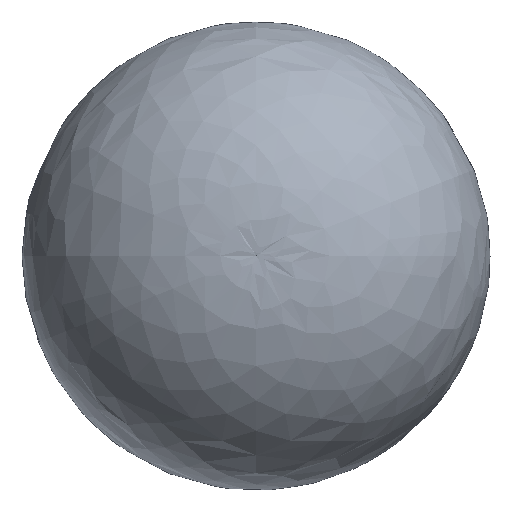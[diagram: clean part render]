
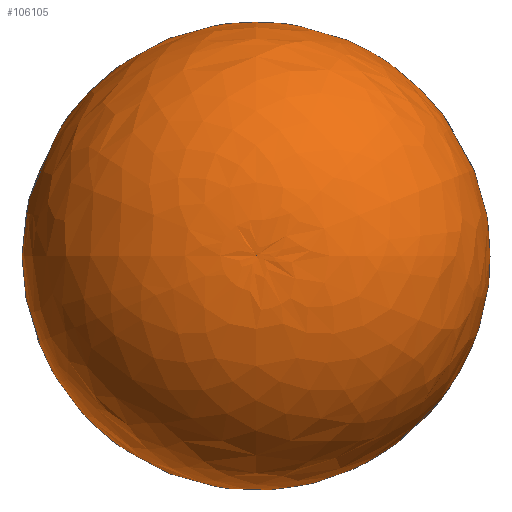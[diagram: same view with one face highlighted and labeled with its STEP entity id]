
A CAD part, top view. The second image highlights one B-rep face of the part: STEP entity #106105.
In plain terms, the highlighted free-form (B-spline) face has degree [2, 2] with [5, 9] control points.
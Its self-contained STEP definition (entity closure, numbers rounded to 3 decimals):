
#2659=(
BOUNDED_SURFACE()
B_SPLINE_SURFACE(2,2,((#351305,#351306,#351307,#351308,#351309,#351310,
#351311,#351312,#351313),(#351314,#351315,#351316,#351317,#351318,#351319,
#351320,#351321,#351322),(#351323,#351324,#351325,#351326,#351327,#351328,
#351329,#351330,#351331),(#351332,#351333,#351334,#351335,#351336,#351337,
#351338,#351339,#351340),(#351341,#351342,#351343,#351344,#351345,#351346,
#351347,#351348,#351349)),.UNSPECIFIED.,.F.,.T.,.F.)
B_SPLINE_SURFACE_WITH_KNOTS((3,2,3),(3,2,2,2,3),(-1.686,-0.232,
1.222),(-3.142,-1.571,0.,1.571,
3.142),.UNSPECIFIED.)
GEOMETRIC_REPRESENTATION_ITEM()
RATIONAL_B_SPLINE_SURFACE(((1.,0.707,1.,0.707,1.,
0.707,1.,0.707,1.),(0.747,0.528,
0.747,0.528,0.747,0.528,
0.747,0.528,0.747),(1.,0.707,
1.,0.707,1.,0.707,1.,0.707,1.),(0.747,
0.528,0.747,0.528,0.747,
0.528,0.747,0.528,0.747),
(1.,0.707,1.,0.707,1.,0.707,1.,0.707,
1.)))
REPRESENTATION_ITEM('')
SURFACE()
);
#20011=FACE_OUTER_BOUND('',#26604,.T.);
#26604=EDGE_LOOP('',(#98171,#98172,#98173));
#43888=CIRCLE('',#117362,597.128);
#43889=CIRCLE('',#117363,1307.314);
#53042=VERTEX_POINT('',#351302);
#53043=VERTEX_POINT('',#351350);
#68089=EDGE_CURVE('',#53042,#53042,#43888,.T.);
#68090=EDGE_CURVE('',#53042,#53043,#43889,.T.);
#98171=ORIENTED_EDGE('',*,*,#68089,.F.);
#98172=ORIENTED_EDGE('',*,*,#68090,.T.);
#98173=ORIENTED_EDGE('',*,*,#68090,.F.);
#106105=ADVANCED_FACE('',(#20011),#2659,.F.);
#117362=AXIS2_PLACEMENT_3D('',#351304,#144464,#144465);
#117363=AXIS2_PLACEMENT_3D('',#351351,#144466,#144467);
#144464=DIRECTION('center_axis',(-1.,0.,0.));
#144465=DIRECTION('ref_axis',(0.,0.,1.));
#144466=DIRECTION('center_axis',(0.,-1.,0.));
#144467=DIRECTION('ref_axis',(0.,0.,
-1.));
#351302=CARTESIAN_POINT('',(-1228.473,150.,-597.128));
#351304=CARTESIAN_POINT('Origin',(-1228.473,150.,0.));
#351305=CARTESIAN_POINT('Ctrl Pts',(1298.68,150.,0.));
#351306=CARTESIAN_POINT('Ctrl Pts',(1298.68,150.,0.));
#351307=CARTESIAN_POINT('Ctrl Pts',(1298.68,150.,0.));
#351308=CARTESIAN_POINT('Ctrl Pts',(1298.68,150.,0.));
#351309=CARTESIAN_POINT('Ctrl Pts',(1298.68,150.,0.));
#351310=CARTESIAN_POINT('Ctrl Pts',(1298.68,150.,0.));
#351311=CARTESIAN_POINT('Ctrl Pts',(1298.68,150.,0.));
#351312=CARTESIAN_POINT('Ctrl Pts',(1298.68,150.,0.));
#351313=CARTESIAN_POINT('Ctrl Pts',(1298.68,150.,0.));
#351314=CARTESIAN_POINT('Ctrl Pts',(1432.077,150.,-1154.934));
#351315=CARTESIAN_POINT('Ctrl Pts',(1432.077,-1004.934,-1154.934));
#351316=CARTESIAN_POINT('Ctrl Pts',(1432.077,-1004.934,0.));
#351317=CARTESIAN_POINT('Ctrl Pts',(1432.077,-1004.934,1154.934));
#351318=CARTESIAN_POINT('Ctrl Pts',(1432.077,150.,1154.934));
#351319=CARTESIAN_POINT('Ctrl Pts',(1432.077,1304.934,1154.934));
#351320=CARTESIAN_POINT('Ctrl Pts',(1432.077,1304.934,0.));
#351321=CARTESIAN_POINT('Ctrl Pts',(1432.077,1304.934,-1154.934));
#351322=CARTESIAN_POINT('Ctrl Pts',(1432.077,150.,-1154.934));
#351323=CARTESIAN_POINT('Ctrl Pts',(300.62,150.,-1422.28));
#351324=CARTESIAN_POINT('Ctrl Pts',(300.62,-1272.28,-1422.28));
#351325=CARTESIAN_POINT('Ctrl Pts',(300.62,-1272.28,0.));
#351326=CARTESIAN_POINT('Ctrl Pts',(300.62,-1272.28,1422.28));
#351327=CARTESIAN_POINT('Ctrl Pts',(300.62,150.,1422.28));
#351328=CARTESIAN_POINT('Ctrl Pts',(300.62,1572.28,1422.28));
#351329=CARTESIAN_POINT('Ctrl Pts',(300.62,1572.28,0.));
#351330=CARTESIAN_POINT('Ctrl Pts',(300.62,1572.28,-1422.28));
#351331=CARTESIAN_POINT('Ctrl Pts',(300.62,150.,-1422.28));
#351332=CARTESIAN_POINT('Ctrl Pts',(-830.836,150.,-1689.626));
#351333=CARTESIAN_POINT('Ctrl Pts',(-830.836,-1539.626,
-1689.626));
#351334=CARTESIAN_POINT('Ctrl Pts',(-830.836,-1539.626,
0.));
#351335=CARTESIAN_POINT('Ctrl Pts',(-830.836,-1539.626,
1689.626));
#351336=CARTESIAN_POINT('Ctrl Pts',(-830.836,150.,1689.626));
#351337=CARTESIAN_POINT('Ctrl Pts',(-830.836,1839.626,
1689.626));
#351338=CARTESIAN_POINT('Ctrl Pts',(-830.836,1839.626,
0.));
#351339=CARTESIAN_POINT('Ctrl Pts',(-830.836,1839.626,
-1689.626));
#351340=CARTESIAN_POINT('Ctrl Pts',(-830.836,150.,-1689.626));
#351341=CARTESIAN_POINT('Ctrl Pts',(-1228.473,150.,-597.128));
#351342=CARTESIAN_POINT('Ctrl Pts',(-1228.473,-447.128,
-597.128));
#351343=CARTESIAN_POINT('Ctrl Pts',(-1228.473,-447.128,
0.));
#351344=CARTESIAN_POINT('Ctrl Pts',(-1228.473,-447.128,
597.128));
#351345=CARTESIAN_POINT('Ctrl Pts',(-1228.473,150.,597.128));
#351346=CARTESIAN_POINT('Ctrl Pts',(-1228.473,747.128,
597.128));
#351347=CARTESIAN_POINT('Ctrl Pts',(-1228.473,747.128,
0.));
#351348=CARTESIAN_POINT('Ctrl Pts',(-1228.473,747.128,
-597.128));
#351349=CARTESIAN_POINT('Ctrl Pts',(-1228.473,150.,-597.128));
#351350=CARTESIAN_POINT('',(1298.68,150.,0.));
#351351=CARTESIAN_POINT('Origin',(0.,150.,-150.));
